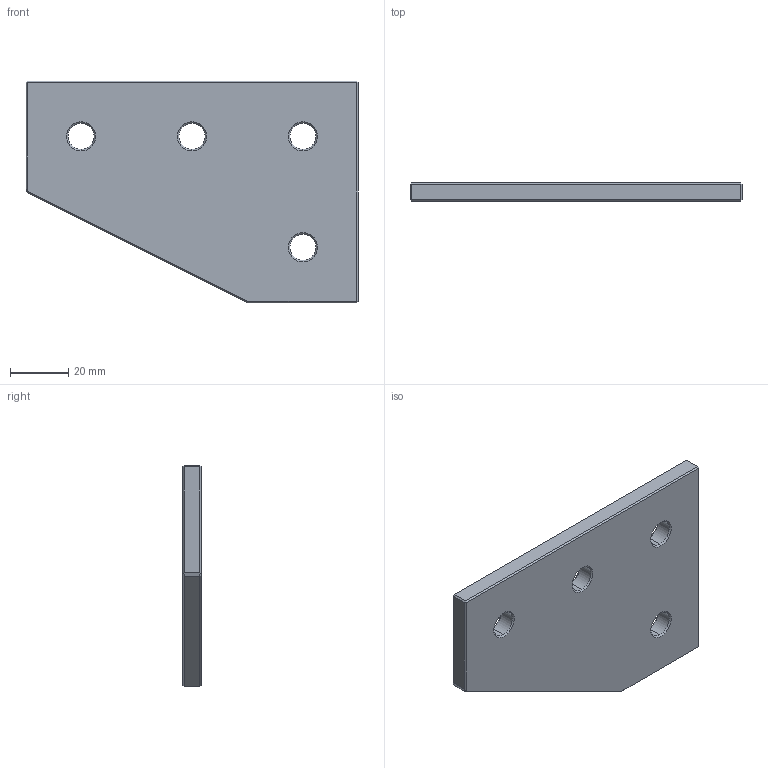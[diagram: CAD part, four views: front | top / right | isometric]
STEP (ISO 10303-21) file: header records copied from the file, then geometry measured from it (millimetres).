
FILE_DESCRIPTION (( 'STEP AP203' ), '1' );
FILE_NAME ('151116-10.step', '2025-04-29T17:04:47', ( '' ), ( '' ), 'SwSTEP 2.0', 'SolidWorks 2024', '' );
FILE_SCHEMA (( 'CONFIG_CONTROL_DESIGN' ));
Length unit declared in the file: millimetre
Products named in the file (1): 151116-10
Bounding box: 114 x 6.35 x 76 mm (x, y, z)
Volume: 44110.8 mm3; surface area: 16600.9 mm2
Topology: 1 solids, 1 shells, 53 faces, 111 edges, 60 vertices
Faces by surface type: plane 29, cone 16, cylinder 8
Entity records: 1454 total; most frequent: DIRECTION 251, CARTESIAN_POINT 225, ORIENTED_EDGE 222, EDGE_CURVE 111, AXIS2_PLACEMENT_3D 86, LINE 79, VECTOR 79, EDGE_LOOP 61
